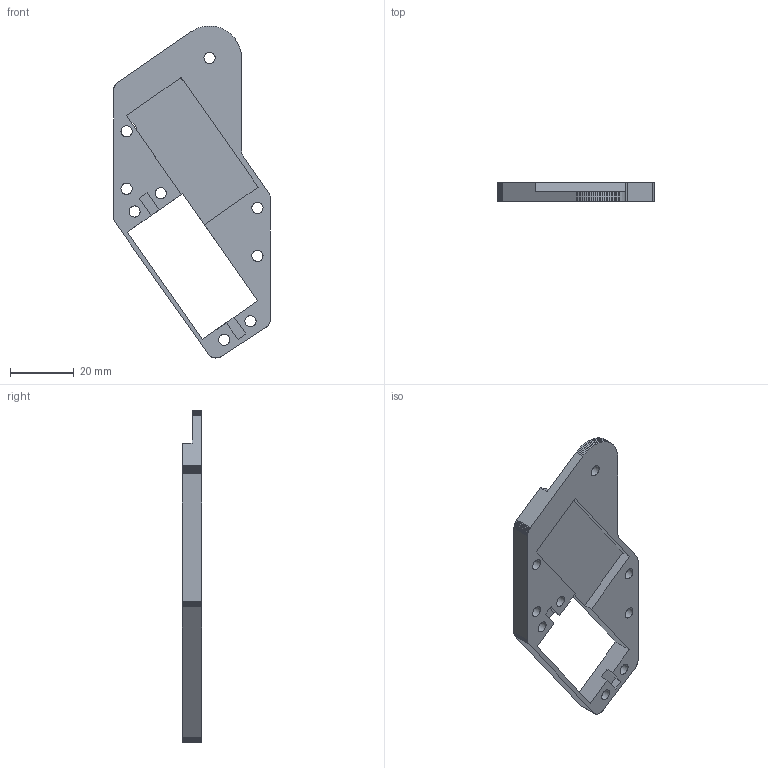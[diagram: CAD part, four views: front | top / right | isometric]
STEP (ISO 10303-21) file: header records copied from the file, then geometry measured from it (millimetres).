
FILE_DESCRIPTION(('FreeCAD Model'),'2;1');
FILE_NAME('rightLegC.step', '2015-04-10T01:08:14',('FreeCAD'),('FreeCAD'), 'Open CASCADE STEP processor 6.7','FreeCAD','Unknown');
FILE_SCHEMA(('AUTOMOTIVE_DESIGN_CC2 { 1 2 10303 214 -1 1 5 4 }'));
Length unit declared in the file: millimetre
Products named in the file (1): leg_C
Bounding box: 49 x 6 x 104 mm (x, y, z)
Volume: 11661.8 mm3; surface area: 8793.6 mm2
Topology: 1 solids, 1 shells, 144 faces, 411 edges, 274 vertices
Faces by surface type: plane 125, cylinder 19
Full cylindrical faces by diameter (mm): 3.5 x9, 6.5 x7
Entity records: 11332 total; most frequent: CARTESIAN_POINT 2266, DIRECTION 1403, LINE 998, VECTOR 998, ORIENTED_EDGE 822, PCURVE 822, DEFINITIONAL_REPRESENTATION 822, EDGE_CURVE 411
